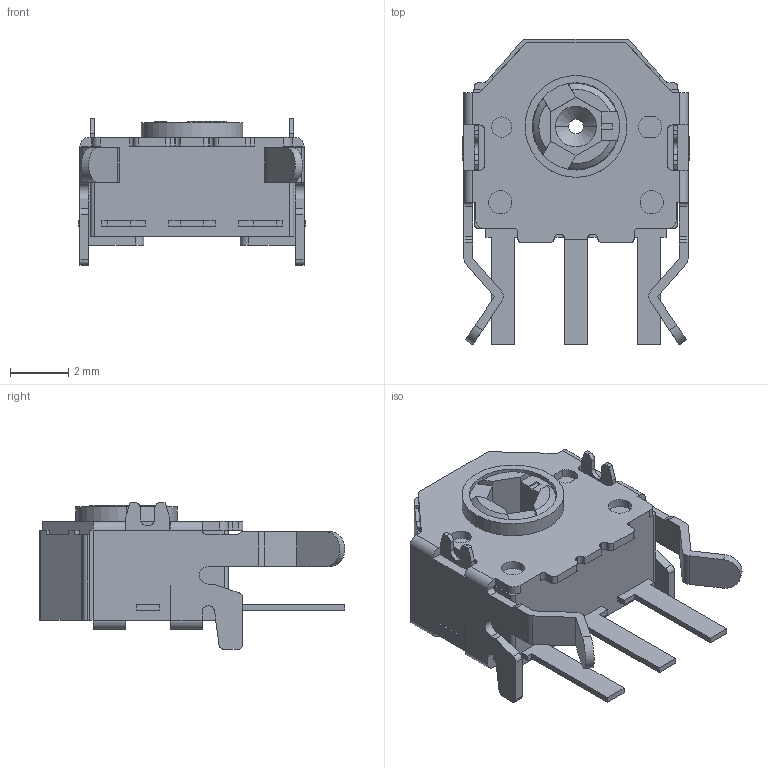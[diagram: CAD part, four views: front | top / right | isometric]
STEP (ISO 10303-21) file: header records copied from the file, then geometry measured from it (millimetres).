
FILE_DESCRIPTION((''),'2;1');
FILE_NAME('C-2416191-1','2022-05-24T02:47:16',('workeradm'),('TE Connectivity Ltd.'),'CREO PARAMETRIC BY PTC INC, 2021072','CREO PARAMETRIC BY PTC INC, 2021072','');
FILE_SCHEMA(('AUTOMOTIVE_DESIGN { 1 0 10303 214 1 1 1 1 }'));
Length unit declared in the file: millimetre
Products named in the file (1): C-2416191-1
Bounding box: 7.8 x 10.5 x 5.05 mm (x, y, z)
Volume: 159.3 mm3; surface area: 305.3 mm2
Topology: 1 solids, 3 shells, 297 faces, 827 edges, 547 vertices
Faces by surface type: plane 201, cylinder 90, cone 6
Entity records: 9714 total; most frequent: CARTESIAN_POINT 1721, ORIENTED_EDGE 1654, DIRECTION 1613, EDGE_CURVE 827, VECTOR 621, LINE 621, VERTEX_POINT 547, AXIS2_PLACEMENT_3D 496
